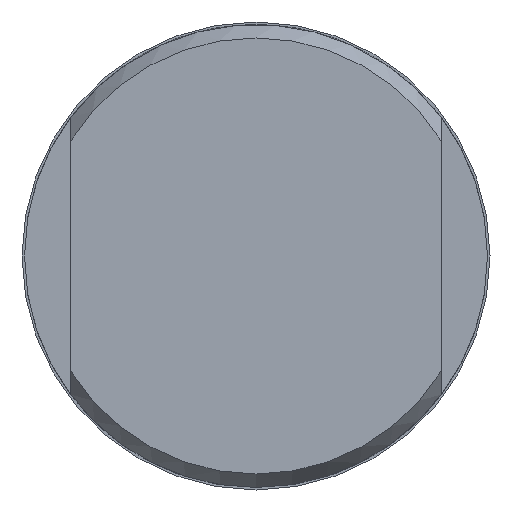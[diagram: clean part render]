
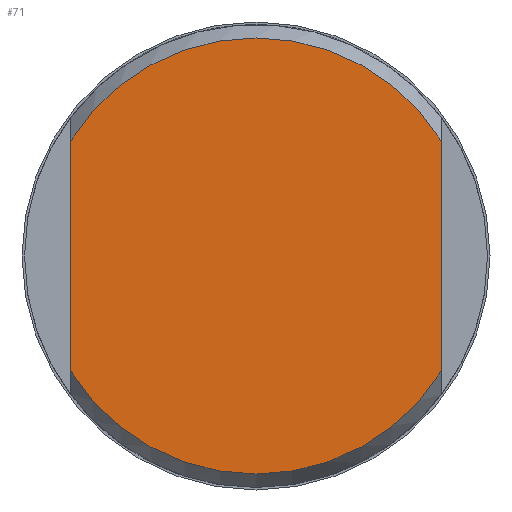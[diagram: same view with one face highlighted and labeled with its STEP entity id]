
A CAD part, left-side view. The second image highlights one B-rep face of the part: STEP entity #71.
In plain terms, the highlighted planar face has unit normal (-1, 0, 0).
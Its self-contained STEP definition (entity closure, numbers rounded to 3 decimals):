
#44=PLANE('',#279);
#59=FACE_OUTER_BOUND('',#128,.T.);
#71=ADVANCED_FACE('',(#59),#44,.F.);
#92=LINE('',#419,#100);
#93=LINE('',#420,#101);
#100=VECTOR('',#327,1.);
#101=VECTOR('',#328,1.);
#128=EDGE_LOOP('',(#167,#168,#169,#170));
#167=ORIENTED_EDGE('',*,*,#236,.T.);
#168=ORIENTED_EDGE('',*,*,#241,.T.);
#169=ORIENTED_EDGE('',*,*,#238,.T.);
#170=ORIENTED_EDGE('',*,*,#242,.F.);
#213=VERTEX_POINT('',#399);
#214=VERTEX_POINT('',#401);
#215=VERTEX_POINT('',#408);
#216=VERTEX_POINT('',#409);
#236=EDGE_CURVE('',#214,#213,#258,.T.);
#238=EDGE_CURVE('',#215,#216,#259,.T.);
#241=EDGE_CURVE('',#213,#215,#92,.T.);
#242=EDGE_CURVE('',#214,#216,#93,.T.);
#258=CIRCLE('',#275,9.413);
#259=CIRCLE('',#277,9.413);
#275=AXIS2_PLACEMENT_3D('',#400,#319,#320);
#277=AXIS2_PLACEMENT_3D('',#407,#323,#324);
#279=AXIS2_PLACEMENT_3D('',#421,#329,#330);
#319=DIRECTION('',(-1.,0.,0.));
#320=DIRECTION('',(0.,0.,-1.));
#323=DIRECTION('',(-1.,0.,0.));
#324=DIRECTION('',(0.,0.,-1.));
#327=DIRECTION('',(0.,0.,-1.));
#328=DIRECTION('',(0.,0.,-1.));
#329=DIRECTION('',(1.,0.,0.));
#330=DIRECTION('',(0.,0.,-1.));
#399=CARTESIAN_POINT('',(-96.26,8.,4.96));
#400=CARTESIAN_POINT('',(-96.26,0.,0.));
#401=CARTESIAN_POINT('',(-96.26,-8.,4.96));
#407=CARTESIAN_POINT('',(-96.26,0.,0.));
#408=CARTESIAN_POINT('',(-96.26,8.,-4.96));
#409=CARTESIAN_POINT('',(-96.26,-8.,-4.96));
#419=CARTESIAN_POINT('',(-96.26,8.,9.));
#420=CARTESIAN_POINT('',(-96.26,-8.,9.));
#421=CARTESIAN_POINT('',(-96.26,0.,0.));
